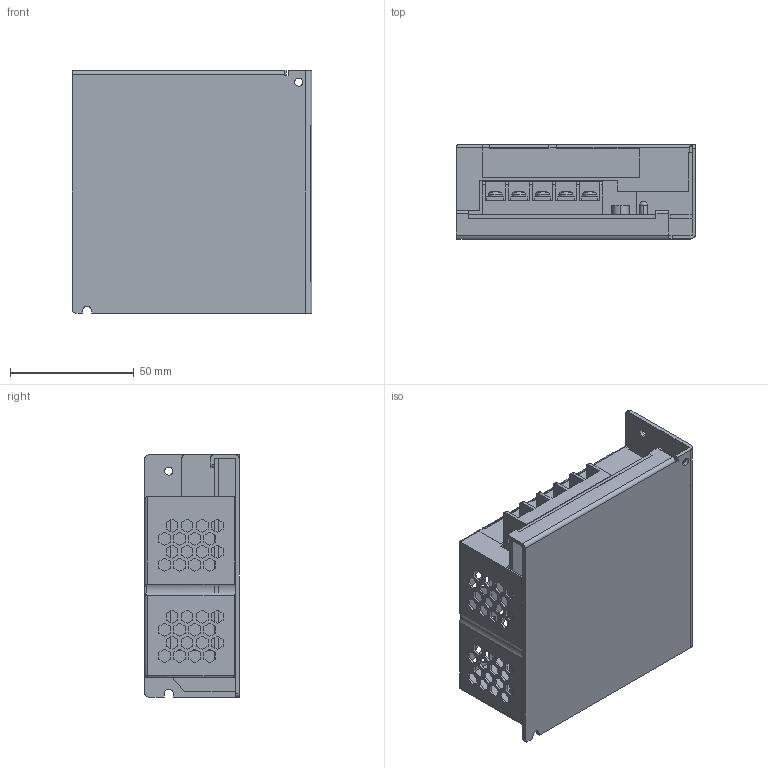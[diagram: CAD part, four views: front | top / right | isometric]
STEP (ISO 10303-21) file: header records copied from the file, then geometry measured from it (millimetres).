
FILE_DESCRIPTION (( 'STEP AP203' ), '1' );
FILE_NAME ('PSS 12-035.STEP', '2011-10-11T17:23:19', ( '.adc' ), ( '' ), 'SwSTEP 2.0', 'SolidWorks 2011', '' );
FILE_SCHEMA (( 'CONFIG_CONTROL_DESIGN' ));
Length unit declared in the file: inch
Products named in the file (1): PSS 12-035
Bounding box: 97.03 x 38.13 x 98.04 mm (x, y, z)
Volume: 127991.5 mm3; surface area: 80636.1 mm2
Topology: 2 solids, 2 shells, 1245 faces, 3648 edges, 2422 vertices
Faces by surface type: plane 1124, cylinder 59, cone 25, bspline 24, torus 12, sphere 1
Entity records: 42540 total; most frequent: CARTESIAN_POINT 9004, ORIENTED_EDGE 7284, DIRECTION 6158, EDGE_CURVE 3642, LINE 3330, VECTOR 3330, VERTEX_POINT 2420, EDGE_LOOP 1542
